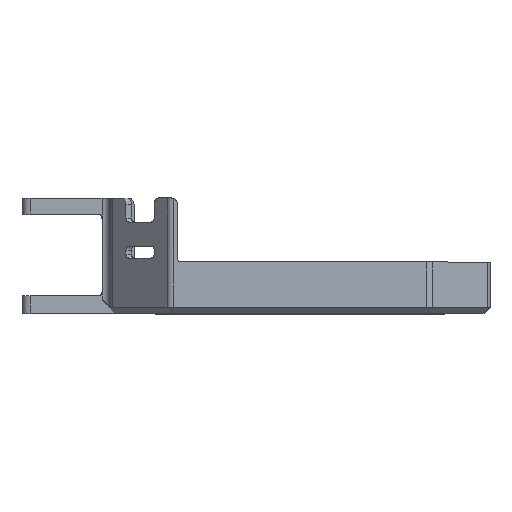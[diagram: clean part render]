
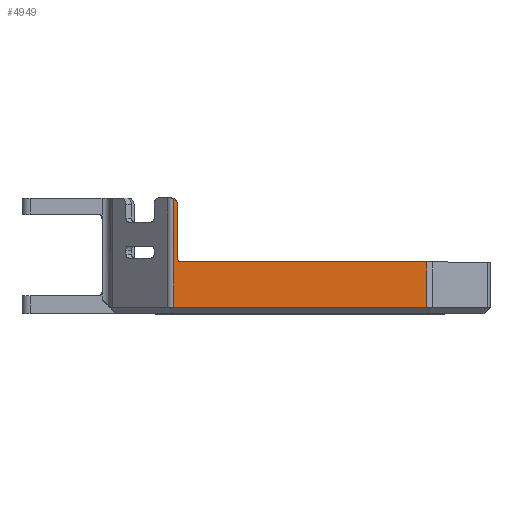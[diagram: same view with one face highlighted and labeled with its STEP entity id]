
A CAD part, top view. The second image highlights one B-rep face of the part: STEP entity #4949.
In plain terms, the highlighted planar face has unit normal (0, 0, 1).
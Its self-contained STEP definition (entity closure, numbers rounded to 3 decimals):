
#27 = FACE_OUTER_BOUND ( 'NONE', #3358, .T. ) ;
#160 = ORIENTED_EDGE ( 'NONE', *, *, #7752, .F. ) ;
#201 = CARTESIAN_POINT ( 'NONE',  ( 15.3, 27.3, 0. ) ) ;
#413 = LINE ( 'NONE', #11793, #3289 ) ;
#419 = AXIS2_PLACEMENT_3D ( 'NONE', #8844, #8879, #9701 ) ;
#526 = CARTESIAN_POINT ( 'NONE',  ( 15., 12.8, 0. ) ) ;
#814 = AXIS2_PLACEMENT_3D ( 'NONE', #201, #7828, #1261 ) ;
#856 = CIRCLE ( 'NONE', #814, 1.5 ) ;
#940 = CARTESIAN_POINT ( 'NONE',  ( 16.8, 27.3, 0. ) ) ;
#1261 = DIRECTION ( 'NONE',  ( -1., 0., 0. ) ) ;
#2067 = CARTESIAN_POINT ( 'NONE',  ( 0., 2.8, 0. ) ) ;
#2278 = CARTESIAN_POINT ( 'NONE',  ( 17.8, 12.8, 0. ) ) ;
#2635 = EDGE_CURVE ( 'NONE', #7589, #5109, #6349, .T. ) ;
#3072 = VECTOR ( 'NONE', #12650, 1000. ) ;
#3180 = CARTESIAN_POINT ( 'NONE',  ( 15.828, 28.704, 0. ) ) ;
#3188 = VERTEX_POINT ( 'NONE', #3180 ) ;
#3199 = CARTESIAN_POINT ( 'NONE',  ( 15.828, 1.5, 0. ) ) ;
#3289 = VECTOR ( 'NONE', #7492, 1000. ) ;
#3354 = EDGE_CURVE ( 'NONE', #10908, #8316, #4201, .T. ) ;
#3358 = EDGE_LOOP ( 'NONE', ( #8307, #9612, #12498, #4795, #9682, #160, #8623 ) ) ;
#3929 = VECTOR ( 'NONE', #13563, 1000. ) ;
#3946 = VECTOR ( 'NONE', #5384, 1000. ) ;
#4068 = EDGE_CURVE ( 'NONE', #3188, #6663, #13808, .T. ) ;
#4201 = CIRCLE ( 'NONE', #419, 1. ) ;
#4244 = DIRECTION ( 'NONE',  ( -1., 0., 0. ) ) ;
#4606 = AXIS2_PLACEMENT_3D ( 'NONE', #2067, #10790, #4244 ) ;
#4778 = CARTESIAN_POINT ( 'NONE',  ( 16.8, 13.8, 0. ) ) ;
#4795 = ORIENTED_EDGE ( 'NONE', *, *, #4801, .T. ) ;
#4801 = EDGE_CURVE ( 'NONE', #6663, #7589, #9406, .T. ) ;
#4949 = ADVANCED_FACE ( 'NONE', ( #27 ), #8602, .F. ) ;
#5109 = VERTEX_POINT ( 'NONE', #7857 ) ;
#5384 = DIRECTION ( 'NONE',  ( 0., -1., 0. ) ) ;
#5531 = EDGE_CURVE ( 'NONE', #12886, #8316, #413, .T. ) ;
#6273 = CARTESIAN_POINT ( 'NONE',  ( 15.828, 1.5, 0. ) ) ;
#6283 = EDGE_CURVE ( 'NONE', #12886, #3188, #856, .T. ) ;
#6349 = LINE ( 'NONE', #11861, #13134 ) ;
#6663 = VERTEX_POINT ( 'NONE', #3199 ) ;
#7492 = DIRECTION ( 'NONE',  ( 0., -1., 0. ) ) ;
#7589 = VERTEX_POINT ( 'NONE', #7976 ) ;
#7752 = EDGE_CURVE ( 'NONE', #10908, #5109, #8736, .T. ) ;
#7828 = DIRECTION ( 'NONE',  ( 0., 0., 1. ) ) ;
#7857 = CARTESIAN_POINT ( 'NONE',  ( 79.172, 12.8, 0. ) ) ;
#7976 = CARTESIAN_POINT ( 'NONE',  ( 79.172, 1.5, 0. ) ) ;
#8307 = ORIENTED_EDGE ( 'NONE', *, *, #5531, .F. ) ;
#8316 = VERTEX_POINT ( 'NONE', #4778 ) ;
#8602 = PLANE ( 'NONE',  #4606 ) ;
#8623 = ORIENTED_EDGE ( 'NONE', *, *, #3354, .T. ) ;
#8736 = LINE ( 'NONE', #526, #3929 ) ;
#8844 = CARTESIAN_POINT ( 'NONE',  ( 17.8, 13.8, 0. ) ) ;
#8879 = DIRECTION ( 'NONE',  ( 0., 0., -1. ) ) ;
#9406 = LINE ( 'NONE', #11589, #3072 ) ;
#9612 = ORIENTED_EDGE ( 'NONE', *, *, #6283, .T. ) ;
#9682 = ORIENTED_EDGE ( 'NONE', *, *, #2635, .T. ) ;
#9701 = DIRECTION ( 'NONE',  ( -1., 0., 0. ) ) ;
#10790 = DIRECTION ( 'NONE',  ( 0., 0., -1. ) ) ;
#10908 = VERTEX_POINT ( 'NONE', #2278 ) ;
#11359 = DIRECTION ( 'NONE',  ( 0., 1., 0. ) ) ;
#11589 = CARTESIAN_POINT ( 'NONE',  ( 80., 1.5, 0. ) ) ;
#11793 = CARTESIAN_POINT ( 'NONE',  ( 16.8, 28.8, 0. ) ) ;
#11861 = CARTESIAN_POINT ( 'NONE',  ( 79.172, 12.8, 0. ) ) ;
#12498 = ORIENTED_EDGE ( 'NONE', *, *, #4068, .T. ) ;
#12650 = DIRECTION ( 'NONE',  ( 1., 0., 0. ) ) ;
#12886 = VERTEX_POINT ( 'NONE', #940 ) ;
#13134 = VECTOR ( 'NONE', #11359, 1000. ) ;
#13563 = DIRECTION ( 'NONE',  ( 1., 0., 0. ) ) ;
#13808 = LINE ( 'NONE', #6273, #3946 ) ;
